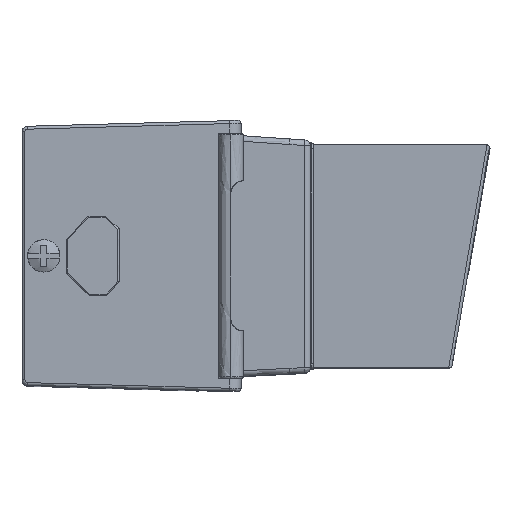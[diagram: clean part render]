
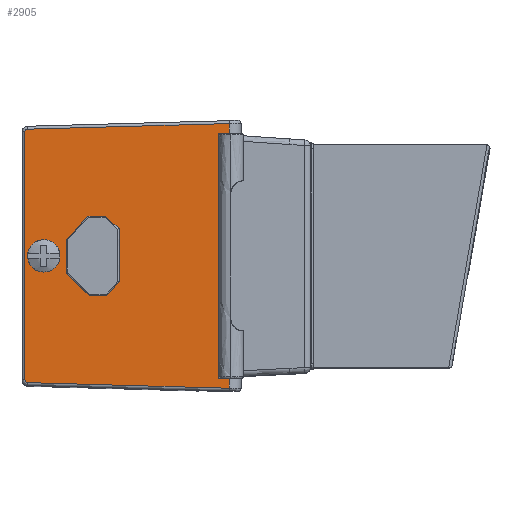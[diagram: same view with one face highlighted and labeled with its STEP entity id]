
A CAD part, top view. The second image highlights one B-rep face of the part: STEP entity #2905.
In plain terms, the highlighted free-form (B-spline) face has degree [1, 1] with [2, 2] control points.
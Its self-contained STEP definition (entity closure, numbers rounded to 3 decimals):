
#2217=CARTESIAN_POINT('',(17.2,20.8,44.));
#2218=VERTEX_POINT('',#2217);
#2225=CARTESIAN_POINT('',(15.3,20.8,44.));
#2226=VERTEX_POINT('',#2225);
#2227=CARTESIAN_POINT('',(17.2,20.8,44.));
#2228=CARTESIAN_POINT('',(15.3,20.8,44.));
#2229=B_SPLINE_CURVE_WITH_KNOTS('',1,(#2227,#2228),.POLYLINE_FORM.,.F.,.U.,(2,2),(0.,0.487),.UNSPECIFIED.);
#2230=EDGE_CURVE('',#2218,#2226,#2229,.T.);
#2261=CARTESIAN_POINT('',(15.3,-20.8,44.));
#2262=VERTEX_POINT('',#2261);
#2263=CARTESIAN_POINT('',(15.3,20.8,44.));
#2264=CARTESIAN_POINT('',(15.3,-20.8,44.));
#2265=B_SPLINE_CURVE_WITH_KNOTS('',1,(#2263,#2264),.POLYLINE_FORM.,.F.,.U.,(2,2),(0.,1.),.UNSPECIFIED.);
#2266=EDGE_CURVE('',#2226,#2262,#2265,.T.);
#2281=CARTESIAN_POINT('',(17.2,-20.8,44.));
#2282=VERTEX_POINT('',#2281);
#2283=CARTESIAN_POINT('',(15.3,-20.8,44.));
#2284=CARTESIAN_POINT('',(17.2,-20.8,44.));
#2285=B_SPLINE_CURVE_WITH_KNOTS('',1,(#2283,#2284),.POLYLINE_FORM.,.F.,.U.,(2,2),(0.513,1.),.UNSPECIFIED.);
#2286=EDGE_CURVE('',#2262,#2282,#2285,.T.);
#2611=CARTESIAN_POINT('',(17.2,22.478,44.));
#2612=VERTEX_POINT('',#2611);
#2620=CARTESIAN_POINT('',(-17.062,21.526,44.));
#2621=VERTEX_POINT('',#2620);
#2629=CARTESIAN_POINT('',(-17.062,21.526,44.));
#2630=CARTESIAN_POINT('',(17.2,22.478,44.));
#2631=B_SPLINE_CURVE_WITH_KNOTS('',1,(#2629,#2630),.POLYLINE_FORM.,.F.,.U.,(2,2),(0.056,1.),.UNSPECIFIED.);
#2632=EDGE_CURVE('',#2621,#2612,#2631,.T.);
#2767=CARTESIAN_POINT('',(17.2,22.478,44.));
#2768=CARTESIAN_POINT('',(17.2,20.8,44.));
#2769=B_SPLINE_CURVE_WITH_KNOTS('',1,(#2767,#2768),.POLYLINE_FORM.,.F.,.U.,(2,2),(0.954,0.989),.UNSPECIFIED.);
#2770=EDGE_CURVE('',#2612,#2218,#2769,.T.);
#2778=CARTESIAN_POINT('',(21.503,25.337,44.));
#2779=CARTESIAN_POINT('',(21.503,-25.337,44.));
#2780=CARTESIAN_POINT('',(-29.17,25.337,44.));
#2781=CARTESIAN_POINT('',(-29.17,-25.337,44.));
#2782=B_SPLINE_SURFACE_WITH_KNOTS('',1,1,((#2778,#2779),(#2780,#2781)),.PLANE_SURF.,.F.,.F.,.U.,(2,2),(2,2),(0.,1.),(0.,1.),.UNSPECIFIED.);
#2783=ORIENTED_EDGE('',*,*,#2286,.F.);
#2784=ORIENTED_EDGE('',*,*,#2266,.F.);
#2785=ORIENTED_EDGE('',*,*,#2230,.F.);
#2786=ORIENTED_EDGE('',*,*,#2770,.F.);
#2787=ORIENTED_EDGE('',*,*,#2632,.F.);
#2788=CARTESIAN_POINT('',(-17.5,21.076,44.));
#2789=VERTEX_POINT('',#2788);
#2790=CARTESIAN_POINT('',(-17.062,21.526,44.));
#2791=CARTESIAN_POINT('',(-17.5,21.514,44.));
#2792=CARTESIAN_POINT('',(-17.5,21.076,44.));
#2793=(BOUNDED_CURVE()B_SPLINE_CURVE(2,(#2790,#2791,#2792),.CIRCULAR_ARC.,.F.,.U.)B_SPLINE_CURVE_WITH_KNOTS((3,3),(0.,1.),.UNSPECIFIED.)CURVE()GEOMETRIC_REPRESENTATION_ITEM()RATIONAL_B_SPLINE_CURVE((1.,0.717,1.))REPRESENTATION_ITEM(''));
#2794=EDGE_CURVE('',#2621,#2789,#2793,.T.);
#2795=ORIENTED_EDGE('',*,*,#2794,.T.);
#2796=CARTESIAN_POINT('',(-17.5,-21.076,44.));
#2797=VERTEX_POINT('',#2796);
#2798=CARTESIAN_POINT('',(-17.5,21.076,44.));
#2799=CARTESIAN_POINT('',(-17.5,-21.076,44.));
#2800=B_SPLINE_CURVE_WITH_KNOTS('',1,(#2798,#2799),.POLYLINE_FORM.,.F.,.U.,(2,2),(0.,1.),.UNSPECIFIED.);
#2801=EDGE_CURVE('',#2789,#2797,#2800,.T.);
#2802=ORIENTED_EDGE('',*,*,#2801,.T.);
#2803=CARTESIAN_POINT('',(-17.062,-21.526,44.));
#2804=VERTEX_POINT('',#2803);
#2805=CARTESIAN_POINT('',(-17.5,-21.076,44.));
#2806=CARTESIAN_POINT('',(-17.5,-21.514,44.));
#2807=CARTESIAN_POINT('',(-17.062,-21.526,44.));
#2808=(BOUNDED_CURVE()B_SPLINE_CURVE(2,(#2805,#2806,#2807),.CIRCULAR_ARC.,.F.,.U.)B_SPLINE_CURVE_WITH_KNOTS((3,3),(0.,1.),.UNSPECIFIED.)CURVE()GEOMETRIC_REPRESENTATION_ITEM()RATIONAL_B_SPLINE_CURVE((1.,0.717,1.))REPRESENTATION_ITEM(''));
#2809=EDGE_CURVE('',#2797,#2804,#2808,.T.);
#2810=ORIENTED_EDGE('',*,*,#2809,.T.);
#2811=CARTESIAN_POINT('',(17.2,-22.478,44.));
#2812=VERTEX_POINT('',#2811);
#2813=CARTESIAN_POINT('',(-17.062,-21.526,44.));
#2814=CARTESIAN_POINT('',(17.2,-22.478,44.));
#2815=B_SPLINE_CURVE_WITH_KNOTS('',1,(#2813,#2814),.POLYLINE_FORM.,.F.,.U.,(2,2),(0.,0.944),.UNSPECIFIED.);
#2816=EDGE_CURVE('',#2804,#2812,#2815,.T.);
#2817=ORIENTED_EDGE('',*,*,#2816,.T.);
#2818=CARTESIAN_POINT('',(17.2,-22.478,44.));
#2819=CARTESIAN_POINT('',(17.2,-20.8,44.));
#2820=B_SPLINE_CURVE_WITH_KNOTS('',1,(#2818,#2819),.POLYLINE_FORM.,.F.,.U.,(2,2),(0.011,0.046),.UNSPECIFIED.);
#2821=EDGE_CURVE('',#2812,#2282,#2820,.T.);
#2822=ORIENTED_EDGE('',*,*,#2821,.T.);
#2823=EDGE_LOOP('',(#2783,#2784,#2785,#2786,#2787,#2795,#2802,#2810,#2817,#2822));
#2824=FACE_OUTER_BOUND('',#2823,.T.);
#2825=CARTESIAN_POINT('',(-10.5,-3.,44.));
#2826=VERTEX_POINT('',#2825);
#2827=CARTESIAN_POINT('',(-10.5,2.801,44.));
#2828=VERTEX_POINT('',#2827);
#2829=CARTESIAN_POINT('',(-10.5,-3.,44.));
#2830=CARTESIAN_POINT('',(-10.5,2.801,44.));
#2831=B_SPLINE_CURVE_WITH_KNOTS('',1,(#2829,#2830),.POLYLINE_FORM.,.F.,.U.,(2,2),(0.291,0.724),.UNSPECIFIED.);
#2832=EDGE_CURVE('',#2826,#2828,#2831,.T.);
#2833=ORIENTED_EDGE('',*,*,#2832,.T.);
#2834=CARTESIAN_POINT('',(-6.8,6.7,44.));
#2835=VERTEX_POINT('',#2834);
#2836=CARTESIAN_POINT('',(-10.5,2.801,44.));
#2837=CARTESIAN_POINT('',(-6.8,6.7,44.));
#2838=B_SPLINE_CURVE_WITH_KNOTS('',1,(#2836,#2837),.POLYLINE_FORM.,.F.,.U.,(2,2),(0.,1.),.UNSPECIFIED.);
#2839=EDGE_CURVE('',#2828,#2835,#2838,.T.);
#2840=ORIENTED_EDGE('',*,*,#2839,.T.);
#2841=CARTESIAN_POINT('',(-3.8,6.7,44.));
#2842=VERTEX_POINT('',#2841);
#2843=CARTESIAN_POINT('',(-6.8,6.7,44.));
#2844=CARTESIAN_POINT('',(-3.8,6.7,44.));
#2845=B_SPLINE_CURVE_WITH_KNOTS('',1,(#2843,#2844),.POLYLINE_FORM.,.F.,.U.,(2,2),(0.256,0.589),.UNSPECIFIED.);
#2846=EDGE_CURVE('',#2835,#2842,#2845,.T.);
#2847=ORIENTED_EDGE('',*,*,#2846,.T.);
#2848=CARTESIAN_POINT('',(-1.5,4.6,44.));
#2849=VERTEX_POINT('',#2848);
#2850=CARTESIAN_POINT('',(-3.8,6.7,44.));
#2851=CARTESIAN_POINT('',(-1.5,4.6,44.));
#2852=B_SPLINE_CURVE_WITH_KNOTS('',1,(#2850,#2851),.POLYLINE_FORM.,.F.,.U.,(2,2),(0.,1.),.UNSPECIFIED.);
#2853=EDGE_CURVE('',#2842,#2849,#2852,.T.);
#2854=ORIENTED_EDGE('',*,*,#2853,.T.);
#2855=CARTESIAN_POINT('',(-1.5,-4.4,44.));
#2856=VERTEX_POINT('',#2855);
#2857=CARTESIAN_POINT('',(-1.5,4.6,44.));
#2858=CARTESIAN_POINT('',(-1.5,-4.4,44.));
#2859=B_SPLINE_CURVE_WITH_KNOTS('',1,(#2857,#2858),.POLYLINE_FORM.,.F.,.U.,(2,2),(0.172,0.843),.UNSPECIFIED.);
#2860=EDGE_CURVE('',#2849,#2856,#2859,.T.);
#2861=ORIENTED_EDGE('',*,*,#2860,.T.);
#2862=CARTESIAN_POINT('',(-3.6,-6.7,44.));
#2863=VERTEX_POINT('',#2862);
#2864=CARTESIAN_POINT('',(-1.5,-4.4,44.));
#2865=CARTESIAN_POINT('',(-3.6,-6.7,44.));
#2866=B_SPLINE_CURVE_WITH_KNOTS('',1,(#2864,#2865),.POLYLINE_FORM.,.F.,.U.,(2,2),(0.,1.),.UNSPECIFIED.);
#2867=EDGE_CURVE('',#2856,#2863,#2866,.T.);
#2868=ORIENTED_EDGE('',*,*,#2867,.T.);
#2869=CARTESIAN_POINT('',(-6.601,-6.7,44.));
#2870=VERTEX_POINT('',#2869);
#2871=CARTESIAN_POINT('',(-3.6,-6.7,44.));
#2872=CARTESIAN_POINT('',(-6.601,-6.7,44.));
#2873=B_SPLINE_CURVE_WITH_KNOTS('',1,(#2871,#2872),.POLYLINE_FORM.,.F.,.U.,(2,2),(0.433,0.767),.UNSPECIFIED.);
#2874=EDGE_CURVE('',#2863,#2870,#2873,.T.);
#2875=ORIENTED_EDGE('',*,*,#2874,.T.);
#2876=CARTESIAN_POINT('',(-6.601,-6.7,44.));
#2877=CARTESIAN_POINT('',(-10.5,-3.,44.));
#2878=B_SPLINE_CURVE_WITH_KNOTS('',1,(#2876,#2877),.POLYLINE_FORM.,.F.,.U.,(2,2),(0.,1.),.UNSPECIFIED.);
#2879=EDGE_CURVE('',#2870,#2826,#2878,.T.);
#2880=ORIENTED_EDGE('',*,*,#2879,.T.);
#2881=EDGE_LOOP('',(#2833,#2840,#2847,#2854,#2861,#2868,#2875,#2880));
#2882=FACE_BOUND('',#2881,.T.);
#2883=CARTESIAN_POINT('',(-14.3,2.75,44.));
#2884=VERTEX_POINT('',#2883);
#2885=CARTESIAN_POINT('',(-14.3,-2.75,44.));
#2886=VERTEX_POINT('',#2885);
#2887=CARTESIAN_POINT('',(-14.3,2.75,44.));
#2888=CARTESIAN_POINT('',(-11.55,2.75,44.));
#2889=CARTESIAN_POINT('',(-11.55,0.,44.));
#2890=CARTESIAN_POINT('',(-11.55,-2.75,44.));
#2891=CARTESIAN_POINT('',(-14.3,-2.75,44.));
#2892=(BOUNDED_CURVE()B_SPLINE_CURVE(2,(#2887,#2888,#2889,#2890,#2891),.CIRCULAR_ARC.,.F.,.U.)B_SPLINE_CURVE_WITH_KNOTS((3,2,3),(0.,0.25,0.5),.UNSPECIFIED.)CURVE()GEOMETRIC_REPRESENTATION_ITEM()RATIONAL_B_SPLINE_CURVE((1.,0.707,1.,0.707,1.))REPRESENTATION_ITEM(''));
#2893=EDGE_CURVE('',#2884,#2886,#2892,.T.);
#2894=ORIENTED_EDGE('',*,*,#2893,.T.);
#2895=CARTESIAN_POINT('',(-14.3,-2.75,44.));
#2896=CARTESIAN_POINT('',(-17.05,-2.75,44.));
#2897=CARTESIAN_POINT('',(-17.05,0.,44.));
#2898=CARTESIAN_POINT('',(-17.05,2.75,44.));
#2899=CARTESIAN_POINT('',(-14.3,2.75,44.));
#2900=(BOUNDED_CURVE()B_SPLINE_CURVE(2,(#2895,#2896,#2897,#2898,#2899),.CIRCULAR_ARC.,.F.,.U.)B_SPLINE_CURVE_WITH_KNOTS((3,2,3),(0.,0.5,1.),.UNSPECIFIED.)CURVE()GEOMETRIC_REPRESENTATION_ITEM()RATIONAL_B_SPLINE_CURVE((1.,0.707,1.,0.707,1.))REPRESENTATION_ITEM(''));
#2901=EDGE_CURVE('',#2886,#2884,#2900,.T.);
#2902=ORIENTED_EDGE('',*,*,#2901,.T.);
#2903=EDGE_LOOP('',(#2894,#2902));
#2904=FACE_BOUND('',#2903,.T.);
#2905=ADVANCED_FACE('',(#2824,#2882,#2904),#2782,.T.);
